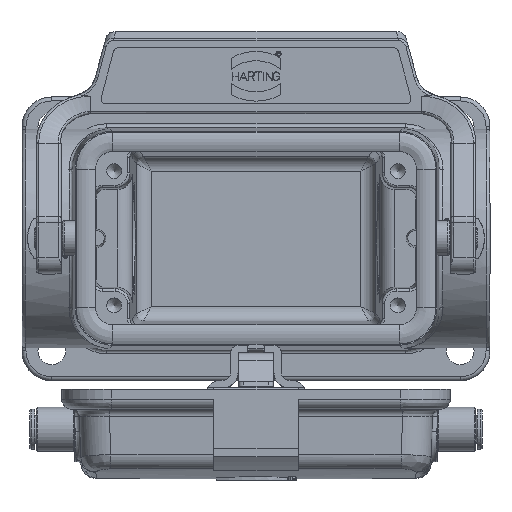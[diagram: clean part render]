
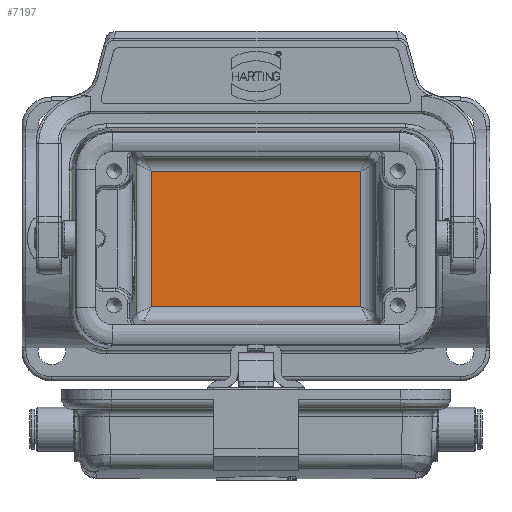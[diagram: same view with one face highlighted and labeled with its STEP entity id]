
A CAD part, top view. The second image highlights one B-rep face of the part: STEP entity #7197.
In plain terms, the highlighted planar face has unit normal (0, 0, 1).
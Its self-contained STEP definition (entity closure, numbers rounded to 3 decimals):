
#5577=FACE_OUTER_BOUND('',#9650,.T.);
#7197=ADVANCED_FACE('',(#5577),#8453,.F.);
#8453=PLANE('',#33342);
#9650=EDGE_LOOP('',(#12576,#12577,#12578,#12579));
#12576=ORIENTED_EDGE('',*,*,#21085,.T.);
#12577=ORIENTED_EDGE('',*,*,#21086,.T.);
#12578=ORIENTED_EDGE('',*,*,#21087,.T.);
#12579=ORIENTED_EDGE('',*,*,#21084,.T.);
#18603=VERTEX_POINT('',#46924);
#18607=VERTEX_POINT('',#46962);
#18617=VERTEX_POINT('',#47025);
#18618=VERTEX_POINT('',#47029);
#21084=EDGE_CURVE('',#18607,#18617,#27207,.T.);
#21085=EDGE_CURVE('',#18617,#18618,#27208,.T.);
#21086=EDGE_CURVE('',#18618,#18603,#27209,.T.);
#21087=EDGE_CURVE('',#18603,#18607,#27210,.T.);
#27207=LINE('',#47026,#29254);
#27208=LINE('',#47028,#29255);
#27209=LINE('',#47030,#29256);
#27210=LINE('',#47031,#29257);
#29254=VECTOR('',#36727,1.);
#29255=VECTOR('',#36730,1.);
#29256=VECTOR('',#36731,1.);
#29257=VECTOR('',#36732,1.);
#33342=AXIS2_PLACEMENT_3D('',#47032,#36733,#36734);
#36727=DIRECTION('',(0.,-1.,0.));
#36730=DIRECTION('',(1.,0.,0.));
#36731=DIRECTION('',(0.,1.,0.));
#36732=DIRECTION('',(-1.,0.,0.));
#36733=DIRECTION('',(0.,0.,-1.));
#36734=DIRECTION('',(-1.,0.,0.));
#46924=CARTESIAN_POINT('',(21.061,13.567,-65.25));
#46962=CARTESIAN_POINT('',(-21.061,13.567,-65.25));
#47025=CARTESIAN_POINT('',(-21.061,-13.567,-65.25));
#47026=CARTESIAN_POINT('',(-21.061,-15.,-65.25));
#47028=CARTESIAN_POINT('',(24.,-13.567,-65.25));
#47029=CARTESIAN_POINT('',(21.061,-13.567,-65.25));
#47030=CARTESIAN_POINT('',(21.061,15.,-65.25));
#47031=CARTESIAN_POINT('',(24.,13.567,-65.25));
#47032=CARTESIAN_POINT('',(24.,-17.75,-65.25));
